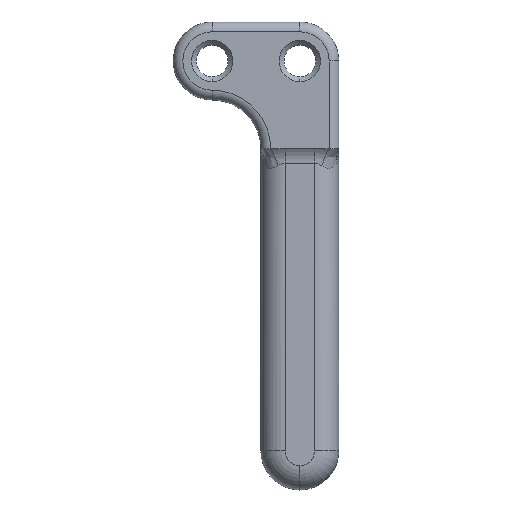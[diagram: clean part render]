
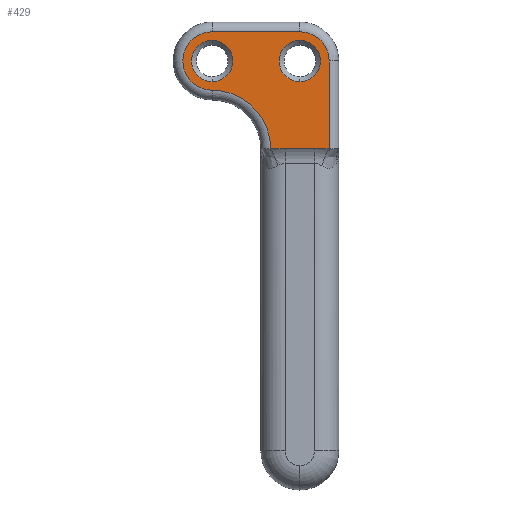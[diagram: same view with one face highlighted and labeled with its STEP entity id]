
A CAD part, left-side view. The second image highlights one B-rep face of the part: STEP entity #429.
In plain terms, the highlighted planar face has unit normal (-1, 0, 0).
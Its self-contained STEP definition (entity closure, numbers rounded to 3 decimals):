
#5 = CARTESIAN_POINT ( 'NONE',  ( -7.25, 18., 0. ) ) ;
#16 = VERTEX_POINT ( 'NONE', #1351 ) ;
#19 = EDGE_CURVE ( 'NONE', #2488, #2459, #2248, .T. ) ;
#46 = CARTESIAN_POINT ( 'NONE',  ( -7.25, 8., -18. ) ) ;
#134 = CARTESIAN_POINT ( 'NONE',  ( -7.25, 0., -4.25 ) ) ;
#135 = EDGE_CURVE ( 'NONE', #524, #856, #932, .T. ) ;
#177 = CARTESIAN_POINT ( 'NONE',  ( -7.25, 0., 0. ) ) ;
#185 = FACE_OUTER_BOUND ( 'NONE', #2260, .T. ) ;
#210 = DIRECTION ( 'NONE',  ( 0., -1., 0. ) ) ;
#218 = AXIS2_PLACEMENT_3D ( 'NONE', #1609, #1811, #2482 ) ;
#254 = CIRCLE ( 'NONE', #348, 12. ) ;
#277 = LINE ( 'NONE', #46, #402 ) ;
#297 = EDGE_LOOP ( 'NONE', ( #911, #1067 ) ) ;
#303 = AXIS2_PLACEMENT_3D ( 'NONE', #990, #561, #2374 ) ;
#334 = VERTEX_POINT ( 'NONE', #134 ) ;
#348 = AXIS2_PLACEMENT_3D ( 'NONE', #2635, #1518, #1296 ) ;
#402 = VECTOR ( 'NONE', #939, 1000. ) ;
#404 = VERTEX_POINT ( 'NONE', #2446 ) ;
#416 = EDGE_CURVE ( 'NONE', #1902, #1958, #1770, .T. ) ;
#423 = FACE_BOUND ( 'NONE', #297, .T. ) ;
#429 = ADVANCED_FACE ( 'NONE', ( #423, #1072, #185 ), #2227, .F. ) ;
#515 = DIRECTION ( 'NONE',  ( 0., 0., 1. ) ) ;
#524 = VERTEX_POINT ( 'NONE', #1649 ) ;
#561 = DIRECTION ( 'NONE',  ( -1., 0., 0. ) ) ;
#622 = DIRECTION ( 'NONE',  ( 0., 0., -1. ) ) ;
#646 = CARTESIAN_POINT ( 'NONE',  ( -7.25, 0., 6. ) ) ;
#662 = DIRECTION ( 'NONE',  ( -1., 0., 0. ) ) ;
#733 = CARTESIAN_POINT ( 'NONE',  ( -7.25, 18., 4.25 ) ) ;
#748 = ORIENTED_EDGE ( 'NONE', *, *, #19, .T. ) ;
#804 = EDGE_CURVE ( 'NONE', #2476, #1902, #2002, .T. ) ;
#809 = ORIENTED_EDGE ( 'NONE', *, *, #804, .T. ) ;
#820 = VECTOR ( 'NONE', #210, 1000. ) ;
#856 = VERTEX_POINT ( 'NONE', #733 ) ;
#874 = CIRCLE ( 'NONE', #1025, 4.25 ) ;
#900 = DIRECTION ( 'NONE',  ( 0., 0., -1. ) ) ;
#911 = ORIENTED_EDGE ( 'NONE', *, *, #1054, .T. ) ;
#922 = AXIS2_PLACEMENT_3D ( 'NONE', #5, #662, #622 ) ;
#932 = CIRCLE ( 'NONE', #2116, 4.25 ) ;
#939 = DIRECTION ( 'NONE',  ( 0., -1., 0. ) ) ;
#980 = ORIENTED_EDGE ( 'NONE', *, *, #2068, .T. ) ;
#990 = CARTESIAN_POINT ( 'NONE',  ( -7.25, 0., 0. ) ) ;
#1025 = AXIS2_PLACEMENT_3D ( 'NONE', #177, #1975, #2877 ) ;
#1054 = EDGE_CURVE ( 'NONE', #856, #524, #1595, .T. ) ;
#1067 = ORIENTED_EDGE ( 'NONE', *, *, #135, .T. ) ;
#1072 = FACE_BOUND ( 'NONE', #2270, .T. ) ;
#1080 = VECTOR ( 'NONE', #2903, 1000. ) ;
#1134 = DIRECTION ( 'NONE',  ( 0., 0., -1. ) ) ;
#1140 = VECTOR ( 'NONE', #2236, 1000. ) ;
#1167 = ORIENTED_EDGE ( 'NONE', *, *, #1277, .T. ) ;
#1195 = ORIENTED_EDGE ( 'NONE', *, *, #1833, .T. ) ;
#1201 = LINE ( 'NONE', #1599, #2673 ) ;
#1214 = VERTEX_POINT ( 'NONE', #2122 ) ;
#1272 = CARTESIAN_POINT ( 'NONE',  ( -7.25, 18., 6. ) ) ;
#1277 = EDGE_CURVE ( 'NONE', #1952, #404, #1201, .T. ) ;
#1283 = CARTESIAN_POINT ( 'NONE',  ( -7.25, 18., -6. ) ) ;
#1296 = DIRECTION ( 'NONE',  ( 0., 0., -1. ) ) ;
#1351 = CARTESIAN_POINT ( 'NONE',  ( -7.25, 0., 4.25 ) ) ;
#1374 = CARTESIAN_POINT ( 'NONE',  ( -7.25, 3., -18. ) ) ;
#1400 = ORIENTED_EDGE ( 'NONE', *, *, #1536, .T. ) ;
#1422 = ORIENTED_EDGE ( 'NONE', *, *, #2837, .T. ) ;
#1518 = DIRECTION ( 'NONE',  ( 1., 0., 0. ) ) ;
#1536 = EDGE_CURVE ( 'NONE', #16, #334, #874, .T. ) ;
#1541 = CIRCLE ( 'NONE', #218, 4.25 ) ;
#1595 = CIRCLE ( 'NONE', #2244, 4.25 ) ;
#1599 = CARTESIAN_POINT ( 'NONE',  ( -7.25, -6., -80. ) ) ;
#1609 = CARTESIAN_POINT ( 'NONE',  ( -7.25, 0., 0. ) ) ;
#1634 = LINE ( 'NONE', #2523, #820 ) ;
#1635 = DIRECTION ( 'NONE',  ( 0., 0., -1. ) ) ;
#1649 = CARTESIAN_POINT ( 'NONE',  ( -7.25, 18., -4.25 ) ) ;
#1770 = CIRCLE ( 'NONE', #922, 6. ) ;
#1783 = DIRECTION ( 'NONE',  ( 1., 0., 0. ) ) ;
#1811 = DIRECTION ( 'NONE',  ( 1., 0., 0. ) ) ;
#1830 = CARTESIAN_POINT ( 'NONE',  ( -7.25, 0., 6. ) ) ;
#1833 = EDGE_CURVE ( 'NONE', #404, #2476, #2417, .T. ) ;
#1902 = VERTEX_POINT ( 'NONE', #1272 ) ;
#1952 = VERTEX_POINT ( 'NONE', #2402 ) ;
#1958 = VERTEX_POINT ( 'NONE', #1283 ) ;
#1973 = ORIENTED_EDGE ( 'NONE', *, *, #2242, .T. ) ;
#1975 = DIRECTION ( 'NONE',  ( 1., 0., 0. ) ) ;
#2002 = LINE ( 'NONE', #1830, #1140 ) ;
#2006 = ORIENTED_EDGE ( 'NONE', *, *, #2751, .T. ) ;
#2016 = CARTESIAN_POINT ( 'NONE',  ( -7.25, 18., 0. ) ) ;
#2068 = EDGE_CURVE ( 'NONE', #1958, #1214, #254, .T. ) ;
#2085 = ORIENTED_EDGE ( 'NONE', *, *, #416, .T. ) ;
#2116 = AXIS2_PLACEMENT_3D ( 'NONE', #2016, #2918, #1635 ) ;
#2122 = CARTESIAN_POINT ( 'NONE',  ( -7.25, 6., -18. ) ) ;
#2168 = CARTESIAN_POINT ( 'NONE',  ( -7.25, 18., 0. ) ) ;
#2227 = PLANE ( 'NONE',  #2906 ) ;
#2236 = DIRECTION ( 'NONE',  ( 0., 1., 0. ) ) ;
#2242 = EDGE_CURVE ( 'NONE', #1214, #2488, #1634, .T. ) ;
#2244 = AXIS2_PLACEMENT_3D ( 'NONE', #2168, #1783, #1134 ) ;
#2248 = LINE ( 'NONE', #2262, #1080 ) ;
#2260 = EDGE_LOOP ( 'NONE', ( #2085, #980, #1973, #748, #2006, #1167, #1195, #809 ) ) ;
#2262 = CARTESIAN_POINT ( 'NONE',  ( -7.25, 8., -18. ) ) ;
#2270 = EDGE_LOOP ( 'NONE', ( #1400, #1422 ) ) ;
#2374 = DIRECTION ( 'NONE',  ( 0., 0., -1. ) ) ;
#2402 = CARTESIAN_POINT ( 'NONE',  ( -7.25, -6., -18. ) ) ;
#2417 = CIRCLE ( 'NONE', #303, 6. ) ;
#2446 = CARTESIAN_POINT ( 'NONE',  ( -7.25, -6., 0. ) ) ;
#2459 = VERTEX_POINT ( 'NONE', #2615 ) ;
#2476 = VERTEX_POINT ( 'NONE', #646 ) ;
#2482 = DIRECTION ( 'NONE',  ( 0., 0., -1. ) ) ;
#2488 = VERTEX_POINT ( 'NONE', #1374 ) ;
#2523 = CARTESIAN_POINT ( 'NONE',  ( -7.25, 8., -18. ) ) ;
#2615 = CARTESIAN_POINT ( 'NONE',  ( -7.25, -3., -18. ) ) ;
#2635 = CARTESIAN_POINT ( 'NONE',  ( -7.25, 18., -18. ) ) ;
#2645 = CARTESIAN_POINT ( 'NONE',  ( -7.25, 0., -80. ) ) ;
#2659 = DIRECTION ( 'NONE',  ( 1., 0., 0. ) ) ;
#2673 = VECTOR ( 'NONE', #515, 1000. ) ;
#2751 = EDGE_CURVE ( 'NONE', #2459, #1952, #277, .T. ) ;
#2837 = EDGE_CURVE ( 'NONE', #334, #16, #1541, .T. ) ;
#2877 = DIRECTION ( 'NONE',  ( 0., 0., -1. ) ) ;
#2903 = DIRECTION ( 'NONE',  ( 0., -1., 0. ) ) ;
#2906 = AXIS2_PLACEMENT_3D ( 'NONE', #2645, #2659, #900 ) ;
#2918 = DIRECTION ( 'NONE',  ( 1., 0., 0. ) ) ;
